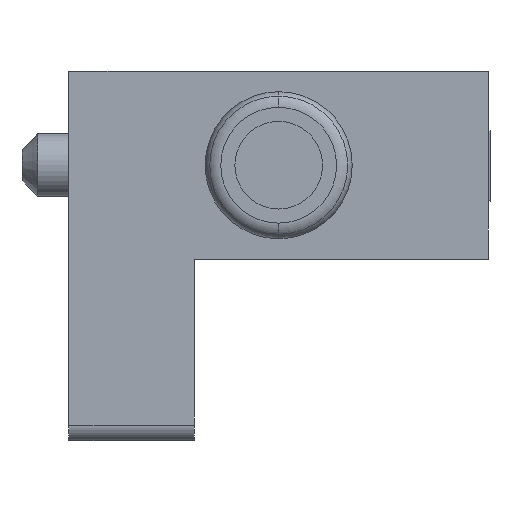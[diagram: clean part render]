
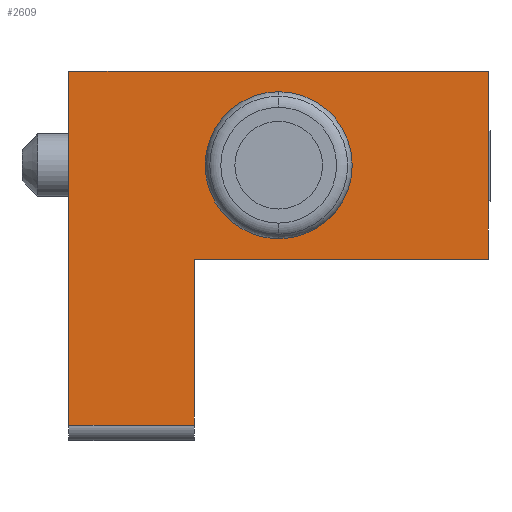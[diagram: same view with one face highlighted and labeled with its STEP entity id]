
A CAD part, front view. The second image highlights one B-rep face of the part: STEP entity #2609.
In plain terms, the highlighted planar face has unit normal (0, -1, 0).
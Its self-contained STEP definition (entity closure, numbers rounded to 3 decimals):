
#179=DIRECTION('',(0.,0.,1.));
#180=VECTOR('',#179,11.3);
#181=CARTESIAN_POINT('',(-5.732,7.866,-5.4));
#182=LINE('',#181,#180);
#597=DIRECTION('',(-1.,0.,0.));
#598=VECTOR('',#597,13.4);
#599=CARTESIAN_POINT('',(7.668,7.866,5.9));
#600=LINE('',#599,#598);
#601=DIRECTION('',(0.,0.,1.));
#602=VECTOR('',#601,6.);
#603=CARTESIAN_POINT('',(7.668,7.866,-0.1));
#604=LINE('',#603,#602);
#605=DIRECTION('',(1.,0.,0.));
#606=VECTOR('',#605,9.4);
#607=CARTESIAN_POINT('',(-1.732,7.866,-0.1));
#608=LINE('',#607,#606);
#609=DIRECTION('',(0.,0.,1.));
#610=VECTOR('',#609,5.3);
#611=CARTESIAN_POINT('',(-1.732,7.866,-5.4));
#612=LINE('',#611,#610);
#613=CARTESIAN_POINT('',(0.968,7.866,2.9));
#614=DIRECTION('',(0.,1.,0.));
#615=DIRECTION('',(1.,0.,0.));
#616=AXIS2_PLACEMENT_3D('',#613,#614,#615);
#618=CARTESIAN_POINT('',(0.968,7.866,2.9));
#619=DIRECTION('',(0.,1.,0.));
#620=DIRECTION('',(-1.,0.,0.));
#621=AXIS2_PLACEMENT_3D('',#618,#619,#620);
#623=DIRECTION('',(-1.,0.,0.));
#624=VECTOR('',#623,4.);
#625=CARTESIAN_POINT('',(-1.732,7.866,-5.4));
#626=LINE('',#625,#624);
#1711=CARTESIAN_POINT('',(-1.732,7.866,-0.1));
#1712=VERTEX_POINT('',#1711);
#1713=CARTESIAN_POINT('',(-1.732,7.866,-5.4));
#1714=VERTEX_POINT('',#1713);
#1723=CARTESIAN_POINT('',(-5.732,7.866,-5.4));
#1724=VERTEX_POINT('',#1723);
#1725=CARTESIAN_POINT('',(7.668,7.866,-0.1));
#1726=VERTEX_POINT('',#1725);
#1727=CARTESIAN_POINT('',(7.668,7.866,5.9));
#1728=VERTEX_POINT('',#1727);
#1729=CARTESIAN_POINT('',(-5.732,7.866,5.9));
#1730=VERTEX_POINT('',#1729);
#1775=CARTESIAN_POINT('',(-1.382,7.866,2.9));
#1777=VERTEX_POINT('',#1775);
#1779=CARTESIAN_POINT('',(3.318,7.866,2.9));
#1781=VERTEX_POINT('',#1779);
#2589=CARTESIAN_POINT('',(-5.732,7.866,2.9));
#2590=DIRECTION('',(0.,-1.,0.));
#2591=DIRECTION('',(1.,0.,0.));
#2592=AXIS2_PLACEMENT_3D('',#2589,#2590,#2591);
#2593=PLANE('',#2592);
#2595=ORIENTED_EDGE('',*,*,#2594,.T.);
#2596=ORIENTED_EDGE('',*,*,#2283,.T.);
#2597=ORIENTED_EDGE('',*,*,#2349,.F.);
#2598=ORIENTED_EDGE('',*,*,#2417,.F.);
#2599=ORIENTED_EDGE('',*,*,#2184,.F.);
#2600=ORIENTED_EDGE('',*,*,#2240,.F.);
#2601=EDGE_LOOP('',(#2595,#2596,#2597,#2598,#2599,#2600));
#2602=FACE_OUTER_BOUND('',#2601,.F.);
#2604=ORIENTED_EDGE('',*,*,#2603,.F.);
#2606=ORIENTED_EDGE('',*,*,#2605,.F.);
#2607=EDGE_LOOP('',(#2604,#2606));
#2608=FACE_BOUND('',#2607,.F.);
#2609=ADVANCED_FACE('',(#2602,#2608),#2593,.T.);
#617=CIRCLE('',#616,2.35);
#622=CIRCLE('',#621,2.35);
#2184=EDGE_CURVE('',#1712,#1726,#608,.T.);
#2240=EDGE_CURVE('',#1714,#1712,#612,.T.);
#2283=EDGE_CURVE('',#1724,#1730,#182,.T.);
#2349=EDGE_CURVE('',#1728,#1730,#600,.T.);
#2417=EDGE_CURVE('',#1726,#1728,#604,.T.);
#2594=EDGE_CURVE('',#1714,#1724,#626,.T.);
#2603=EDGE_CURVE('',#1781,#1777,#617,.T.);
#2605=EDGE_CURVE('',#1777,#1781,#622,.T.);
